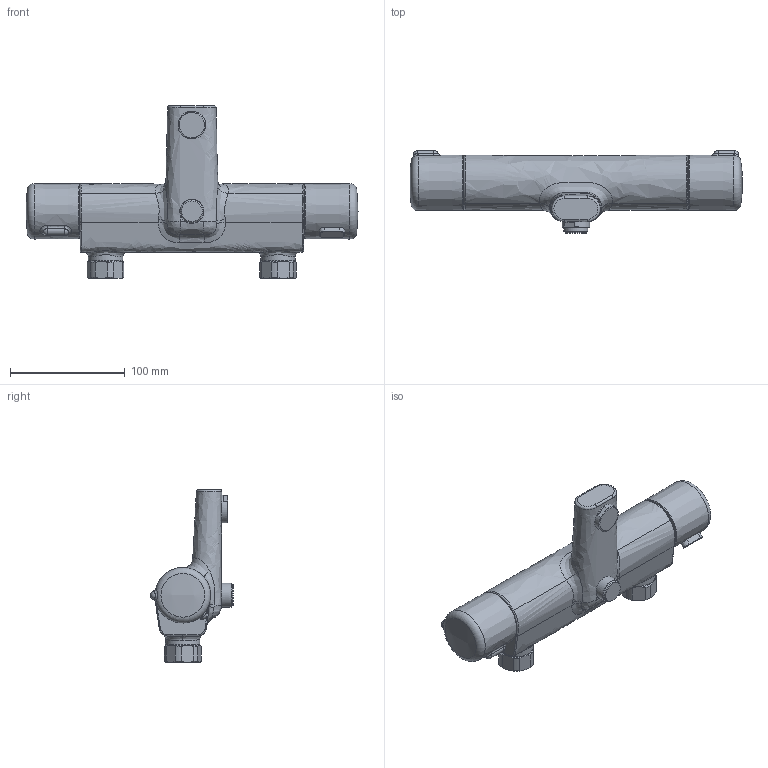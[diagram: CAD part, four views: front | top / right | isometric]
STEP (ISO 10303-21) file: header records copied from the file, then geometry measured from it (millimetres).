
FILE_DESCRIPTION (( 'STEP AP203' ), '1' );
FILE_NAME ('7462(2016)+58162071(2016).STEP', '2017-03-09T06:00:47', ( '' ), ( '' ), 'SwSTEP 2.0', 'SolidWorks 2016', '' );
FILE_SCHEMA (( 'CONFIG_CONTROL_DESIGN' ));
Length unit declared in the file: millimetre
Products named in the file (1): 7462(2016)+58162071(2016)
Bounding box: 288.86 x 71.99 x 150.5 mm (x, y, z)
Volume: 761400.7 mm3; surface area: 74687.7 mm2
Topology: 1 solids, 1 shells, 171 faces, 405 edges, 251 vertices
Faces by surface type: bspline 54, plane 40, cone 35, cylinder 28, sphere 8, torus 6
Full cylindrical faces by diameter (mm): 18 x1, 21 x1, 24 x2, 24.1 x1, 26 x2, 30 x2, 43.029 x2
Entity records: 13288 total; most frequent: CARTESIAN_POINT 10010, ORIENTED_EDGE 704, DIRECTION 534, EDGE_CURVE 352, AXIS2_PLACEMENT_3D 244, VERTEX_POINT 229, EDGE_LOOP 215, FACE_OUTER_BOUND 190
